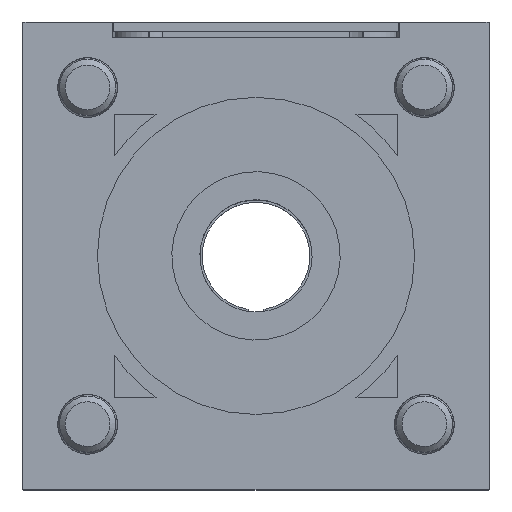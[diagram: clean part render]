
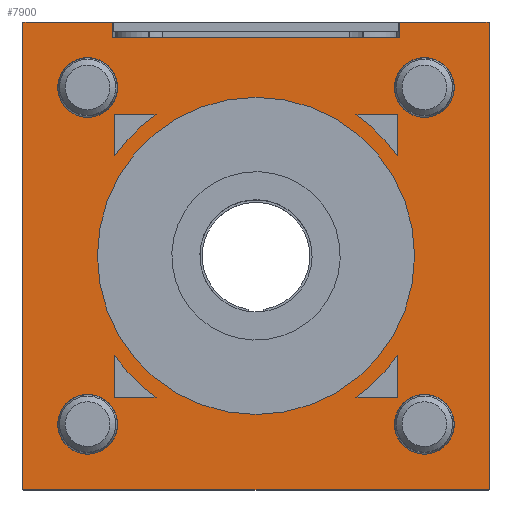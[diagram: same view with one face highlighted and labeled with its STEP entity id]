
A CAD part, top view. The second image highlights one B-rep face of the part: STEP entity #7900.
In plain terms, the highlighted planar face has unit normal (0, 0, 1).
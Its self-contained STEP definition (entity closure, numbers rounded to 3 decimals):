
#99=LINE('',#10543,#597);
#102=LINE('',#10551,#600);
#106=LINE('',#10561,#604);
#110=LINE('',#10571,#608);
#112=LINE('',#10575,#610);
#115=LINE('',#10581,#613);
#117=LINE('',#10585,#615);
#120=LINE('',#10591,#618);
#122=LINE('',#10595,#620);
#125=LINE('',#10601,#623);
#127=LINE('',#10605,#625);
#140=LINE('',#10652,#638);
#142=LINE('',#10657,#640);
#153=LINE('',#10698,#651);
#154=LINE('',#10700,#652);
#155=LINE('',#10701,#653);
#156=LINE('',#10702,#654);
#157=LINE('',#10704,#655);
#597=VECTOR('',#8900,1000.);
#600=VECTOR('',#8909,1000.);
#604=VECTOR('',#8919,1000.);
#608=VECTOR('',#8929,1000.);
#610=VECTOR('',#8933,1000.);
#613=VECTOR('',#8938,1000.);
#615=VECTOR('',#8942,1000.);
#618=VECTOR('',#8947,1000.);
#620=VECTOR('',#8951,1000.);
#623=VECTOR('',#8956,1000.);
#625=VECTOR('',#8960,1000.);
#638=VECTOR('',#8995,1000.);
#640=VECTOR('',#8999,1000.);
#651=VECTOR('',#9036,1000.);
#652=VECTOR('',#9037,1000.);
#653=VECTOR('',#9038,1000.);
#654=VECTOR('',#9039,1000.);
#655=VECTOR('',#9040,1000.);
#1351=ORIENTED_EDGE('',*,*,#2868,.T.);
#1352=ORIENTED_EDGE('',*,*,#2815,.T.);
#1353=ORIENTED_EDGE('',*,*,#2813,.F.);
#1354=ORIENTED_EDGE('',*,*,#2869,.T.);
#1355=ORIENTED_EDGE('',*,*,#2820,.T.);
#1356=ORIENTED_EDGE('',*,*,#2818,.F.);
#1357=ORIENTED_EDGE('',*,*,#2870,.T.);
#1358=ORIENTED_EDGE('',*,*,#2825,.T.);
#1359=ORIENTED_EDGE('',*,*,#2823,.F.);
#1360=ORIENTED_EDGE('',*,*,#2871,.F.);
#1361=ORIENTED_EDGE('',*,*,#2872,.F.);
#1362=ORIENTED_EDGE('',*,*,#2873,.F.);
#1363=ORIENTED_EDGE('',*,*,#2874,.F.);
#1364=ORIENTED_EDGE('',*,*,#2830,.T.);
#1365=ORIENTED_EDGE('',*,*,#2828,.F.);
#1366=ORIENTED_EDGE('',*,*,#2875,.T.);
#1367=ORIENTED_EDGE('',*,*,#2876,.F.);
#1368=ORIENTED_EDGE('',*,*,#2854,.T.);
#1369=ORIENTED_EDGE('',*,*,#2877,.F.);
#1370=ORIENTED_EDGE('',*,*,#2810,.F.);
#1371=ORIENTED_EDGE('',*,*,#2808,.F.);
#1372=ORIENTED_EDGE('',*,*,#2806,.F.);
#1373=ORIENTED_EDGE('',*,*,#2803,.F.);
#1374=ORIENTED_EDGE('',*,*,#2802,.F.);
#1375=ORIENTED_EDGE('',*,*,#2799,.F.);
#1376=ORIENTED_EDGE('',*,*,#2798,.F.);
#1377=ORIENTED_EDGE('',*,*,#2878,.F.);
#1378=ORIENTED_EDGE('',*,*,#2852,.F.);
#1379=ORIENTED_EDGE('',*,*,#2879,.F.);
#1380=ORIENTED_EDGE('',*,*,#2880,.F.);
#1381=ORIENTED_EDGE('',*,*,#2881,.F.);
#2798=EDGE_CURVE('',#3579,#3578,#4104,.F.);
#2799=EDGE_CURVE('',#3578,#3580,#99,.T.);
#2802=EDGE_CURVE('',#3580,#3581,#4105,.F.);
#2803=EDGE_CURVE('',#3581,#3582,#102,.T.);
#2806=EDGE_CURVE('',#3582,#3583,#4106,.F.);
#2808=EDGE_CURVE('',#3583,#3584,#106,.T.);
#2810=EDGE_CURVE('',#3584,#3585,#4107,.F.);
#2813=EDGE_CURVE('',#3587,#3586,#110,.F.);
#2815=EDGE_CURVE('',#3588,#3586,#112,.F.);
#2818=EDGE_CURVE('',#3590,#3589,#115,.F.);
#2820=EDGE_CURVE('',#3591,#3589,#117,.F.);
#2823=EDGE_CURVE('',#3593,#3592,#120,.F.);
#2825=EDGE_CURVE('',#3594,#3592,#122,.F.);
#2828=EDGE_CURVE('',#3596,#3595,#125,.F.);
#2830=EDGE_CURVE('',#3597,#3595,#127,.F.);
#2852=EDGE_CURVE('',#3616,#3615,#140,.T.);
#2854=EDGE_CURVE('',#3619,#3618,#142,.T.);
#2868=EDGE_CURVE('',#3587,#3588,#4118,.T.);
#2869=EDGE_CURVE('',#3590,#3591,#4119,.T.);
#2870=EDGE_CURVE('',#3593,#3594,#4120,.T.);
#2871=EDGE_CURVE('',#3628,#3628,#4121,.T.);
#2872=EDGE_CURVE('',#3629,#3629,#4122,.T.);
#2873=EDGE_CURVE('',#3630,#3630,#4123,.T.);
#2874=EDGE_CURVE('',#3631,#3631,#4124,.T.);
#2875=EDGE_CURVE('',#3596,#3597,#4125,.T.);
#2876=EDGE_CURVE('',#3619,#3632,#153,.T.);
#2877=EDGE_CURVE('',#3585,#3618,#154,.T.);
#2878=EDGE_CURVE('',#3615,#3579,#155,.T.);
#2879=EDGE_CURVE('',#3633,#3616,#156,.T.);
#2880=EDGE_CURVE('',#3632,#3633,#157,.T.);
#2881=EDGE_CURVE('',#3634,#3634,#4126,.T.);
#3578=VERTEX_POINT('',#10538);
#3579=VERTEX_POINT('',#10540);
#3580=VERTEX_POINT('',#10544);
#3581=VERTEX_POINT('',#10548);
#3582=VERTEX_POINT('',#10552);
#3583=VERTEX_POINT('',#10556);
#3584=VERTEX_POINT('',#10560);
#3585=VERTEX_POINT('',#10564);
#3586=VERTEX_POINT('',#10568);
#3587=VERTEX_POINT('',#10570);
#3588=VERTEX_POINT('',#10574);
#3589=VERTEX_POINT('',#10578);
#3590=VERTEX_POINT('',#10580);
#3591=VERTEX_POINT('',#10584);
#3592=VERTEX_POINT('',#10588);
#3593=VERTEX_POINT('',#10590);
#3594=VERTEX_POINT('',#10594);
#3595=VERTEX_POINT('',#10598);
#3596=VERTEX_POINT('',#10600);
#3597=VERTEX_POINT('',#10604);
#3615=VERTEX_POINT('',#10649);
#3616=VERTEX_POINT('',#10651);
#3618=VERTEX_POINT('',#10656);
#3619=VERTEX_POINT('',#10658);
#3628=VERTEX_POINT('',#10690);
#3629=VERTEX_POINT('',#10692);
#3630=VERTEX_POINT('',#10694);
#3631=VERTEX_POINT('',#10696);
#3632=VERTEX_POINT('',#10699);
#3633=VERTEX_POINT('',#10703);
#3634=VERTEX_POINT('',#10706);
#4104=CIRCLE('',#8257,0.2);
#4105=CIRCLE('',#8260,0.2);
#4106=CIRCLE('',#8263,0.2);
#4107=CIRCLE('',#8266,0.2);
#4118=CIRCLE('',#8292,18.5);
#4119=CIRCLE('',#8293,18.5);
#4120=CIRCLE('',#8294,18.5);
#4121=CIRCLE('',#8295,3.2);
#4122=CIRCLE('',#8296,3.2);
#4123=CIRCLE('',#8297,3.2);
#4124=CIRCLE('',#8298,3.2);
#4125=CIRCLE('',#8299,18.5);
#4126=CIRCLE('',#8300,16.95);
#4367=EDGE_LOOP('',(#1351,#1352,#1353));
#4368=EDGE_LOOP('',(#1354,#1355,#1356));
#4369=EDGE_LOOP('',(#1357,#1358,#1359));
#4370=EDGE_LOOP('',(#1360));
#4371=EDGE_LOOP('',(#1361));
#4372=EDGE_LOOP('',(#1362));
#4373=EDGE_LOOP('',(#1363));
#4374=EDGE_LOOP('',(#1364,#1365,#1366));
#4375=EDGE_LOOP('',(#1367,#1368,#1369,#1370,#1371,#1372,#1373,#1374,#1375,
#1376,#1377,#1378,#1379,#1380));
#4376=EDGE_LOOP('',(#1381));
#4819=FACE_BOUND('',#4367,.T.);
#4820=FACE_BOUND('',#4368,.T.);
#4821=FACE_BOUND('',#4369,.T.);
#4822=FACE_BOUND('',#4370,.T.);
#4823=FACE_BOUND('',#4371,.T.);
#4824=FACE_BOUND('',#4372,.T.);
#4825=FACE_BOUND('',#4373,.T.);
#4826=FACE_BOUND('',#4374,.T.);
#4827=FACE_BOUND('',#4375,.T.);
#4828=FACE_BOUND('',#4376,.T.);
#5240=PLANE('',#8291);
#7900=ADVANCED_FACE('',(#4819,#4820,#4821,#4822,#4823,#4824,#4825,#4826,
#4827,#4828),#5240,.T.);
#8257=AXIS2_PLACEMENT_3D('',#10541,#8896,#8897);
#8260=AXIS2_PLACEMENT_3D('',#10549,#8905,#8906);
#8263=AXIS2_PLACEMENT_3D('',#10557,#8914,#8915);
#8266=AXIS2_PLACEMENT_3D('',#10565,#8923,#8924);
#8291=AXIS2_PLACEMENT_3D('',#10685,#9018,#9019);
#8292=AXIS2_PLACEMENT_3D('',#10686,#9020,#9021);
#8293=AXIS2_PLACEMENT_3D('',#10687,#9022,#9023);
#8294=AXIS2_PLACEMENT_3D('',#10688,#9024,#9025);
#8295=AXIS2_PLACEMENT_3D('',#10689,#9026,#9027);
#8296=AXIS2_PLACEMENT_3D('',#10691,#9028,#9029);
#8297=AXIS2_PLACEMENT_3D('',#10693,#9030,#9031);
#8298=AXIS2_PLACEMENT_3D('',#10695,#9032,#9033);
#8299=AXIS2_PLACEMENT_3D('',#10697,#9034,#9035);
#8300=AXIS2_PLACEMENT_3D('',#10705,#9041,#9042);
#8896=DIRECTION('',(0.,0.,1.));
#8897=DIRECTION('',(1.,0.,0.));
#8900=DIRECTION('',(0.,-1.,0.));
#8905=DIRECTION('',(0.,0.,1.));
#8906=DIRECTION('',(1.,0.,0.));
#8909=DIRECTION('',(-1.,0.,0.));
#8914=DIRECTION('',(0.,0.,1.));
#8915=DIRECTION('',(1.,0.,0.));
#8919=DIRECTION('',(0.,1.,0.));
#8923=DIRECTION('',(0.,0.,1.));
#8924=DIRECTION('',(1.,0.,0.));
#8929=DIRECTION('',(0.,1.,0.));
#8933=DIRECTION('',(1.,0.,0.));
#8938=DIRECTION('',(-1.,0.,0.));
#8942=DIRECTION('',(0.,1.,0.));
#8947=DIRECTION('',(0.,-1.,0.));
#8951=DIRECTION('',(-1.,0.,0.));
#8956=DIRECTION('',(1.,0.,0.));
#8960=DIRECTION('',(0.,-1.,0.));
#8995=DIRECTION('',(0.,1.,0.));
#8999=DIRECTION('',(0.,1.,0.));
#9018=DIRECTION('',(0.,0.,1.));
#9019=DIRECTION('',(1.,0.,0.));
#9020=DIRECTION('',(0.,0.,1.));
#9021=DIRECTION('',(0.,-1.,0.));
#9022=DIRECTION('',(0.,0.,1.));
#9023=DIRECTION('',(0.,-1.,0.));
#9024=DIRECTION('',(0.,0.,1.));
#9025=DIRECTION('',(0.,-1.,0.));
#9026=DIRECTION('',(0.,0.,1.));
#9027=DIRECTION('',(1.,0.,0.));
#9028=DIRECTION('',(0.,0.,1.));
#9029=DIRECTION('',(1.,0.,0.));
#9030=DIRECTION('',(0.,0.,1.));
#9031=DIRECTION('',(1.,0.,0.));
#9032=DIRECTION('',(0.,0.,1.));
#9033=DIRECTION('',(1.,0.,0.));
#9034=DIRECTION('',(0.,0.,1.));
#9035=DIRECTION('',(0.,-1.,0.));
#9036=DIRECTION('',(1.,0.,0.));
#9037=DIRECTION('',(1.,0.,0.));
#9038=DIRECTION('',(1.,0.,0.));
#9039=DIRECTION('',(1.,0.,0.));
#9040=DIRECTION('',(1.,0.,0.));
#9041=DIRECTION('',(0.,0.,1.));
#9042=DIRECTION('',(0.,-1.,0.));
#10538=CARTESIAN_POINT('',(25.,24.8,17.9));
#10540=CARTESIAN_POINT('',(24.8,25.,17.9));
#10541=CARTESIAN_POINT('',(24.8,24.8,17.9));
#10543=CARTESIAN_POINT('',(25.,31.,17.9));
#10544=CARTESIAN_POINT('',(25.,-24.8,17.9));
#10548=CARTESIAN_POINT('',(24.8,-25.,17.9));
#10549=CARTESIAN_POINT('',(24.8,-24.8,17.9));
#10551=CARTESIAN_POINT('',(24.,-25.,17.9));
#10552=CARTESIAN_POINT('',(-24.8,-25.,17.9));
#10556=CARTESIAN_POINT('',(-25.,-24.8,17.9));
#10557=CARTESIAN_POINT('',(-24.8,-24.8,17.9));
#10560=CARTESIAN_POINT('',(-25.,24.8,17.9));
#10561=CARTESIAN_POINT('',(-25.,-24.,17.9));
#10564=CARTESIAN_POINT('',(-24.8,25.,17.9));
#10565=CARTESIAN_POINT('',(-24.8,24.8,17.9));
#10568=CARTESIAN_POINT('',(-15.1,-15.1,17.9));
#10570=CARTESIAN_POINT('',(-15.1,-10.688,17.9));
#10571=CARTESIAN_POINT('',(-15.1,3.5,17.9));
#10574=CARTESIAN_POINT('',(-10.688,-15.1,17.9));
#10575=CARTESIAN_POINT('',(-15.1,-15.1,17.9));
#10578=CARTESIAN_POINT('',(15.1,-15.1,17.9));
#10580=CARTESIAN_POINT('',(10.688,-15.1,17.9));
#10581=CARTESIAN_POINT('',(0.,-15.1,17.9));
#10584=CARTESIAN_POINT('',(15.1,-10.688,17.9));
#10585=CARTESIAN_POINT('',(15.1,-15.1,17.9));
#10588=CARTESIAN_POINT('',(15.1,15.1,17.9));
#10590=CARTESIAN_POINT('',(15.1,10.688,17.9));
#10591=CARTESIAN_POINT('',(15.1,3.5,17.9));
#10594=CARTESIAN_POINT('',(10.688,15.1,17.9));
#10595=CARTESIAN_POINT('',(15.1,15.1,17.9));
#10598=CARTESIAN_POINT('',(-15.1,15.1,17.9));
#10600=CARTESIAN_POINT('',(-10.688,15.1,17.9));
#10601=CARTESIAN_POINT('',(0.,15.1,17.9));
#10604=CARTESIAN_POINT('',(-15.1,10.688,17.9));
#10605=CARTESIAN_POINT('',(-15.1,15.1,17.9));
#10649=CARTESIAN_POINT('',(15.35,25.,17.9));
#10651=CARTESIAN_POINT('',(15.35,23.3,17.9));
#10652=CARTESIAN_POINT('',(15.35,23.3,17.9));
#10656=CARTESIAN_POINT('',(-15.35,25.,17.9));
#10657=CARTESIAN_POINT('',(-15.35,23.3,17.9));
#10658=CARTESIAN_POINT('',(-15.35,23.3,17.9));
#10685=CARTESIAN_POINT('',(0.,3.5,17.9));
#10686=CARTESIAN_POINT('',(0.,0.,17.9));
#10687=CARTESIAN_POINT('',(0.,0.,17.9));
#10688=CARTESIAN_POINT('',(0.,0.,17.9));
#10689=CARTESIAN_POINT('',(-18.,-18.,17.9));
#10690=CARTESIAN_POINT('',(-14.8,-18.,17.9));
#10691=CARTESIAN_POINT('',(18.,-18.,17.9));
#10692=CARTESIAN_POINT('',(21.2,-18.,17.9));
#10693=CARTESIAN_POINT('',(18.,18.,17.9));
#10694=CARTESIAN_POINT('',(21.2,18.,17.9));
#10695=CARTESIAN_POINT('',(-18.,18.,17.9));
#10696=CARTESIAN_POINT('',(-14.8,18.,17.9));
#10697=CARTESIAN_POINT('',(0.,0.,17.9));
#10698=CARTESIAN_POINT('',(-15.1,23.3,17.9));
#10699=CARTESIAN_POINT('',(-10.,23.3,17.9));
#10700=CARTESIAN_POINT('',(-24.,25.,17.9));
#10701=CARTESIAN_POINT('',(-24.,25.,17.9));
#10702=CARTESIAN_POINT('',(-15.1,23.3,17.9));
#10703=CARTESIAN_POINT('',(10.,23.3,17.9));
#10704=CARTESIAN_POINT('',(-15.1,23.3,17.9));
#10705=CARTESIAN_POINT('',(0.,0.,17.9));
#10706=CARTESIAN_POINT('',(0.,-16.95,17.9));
